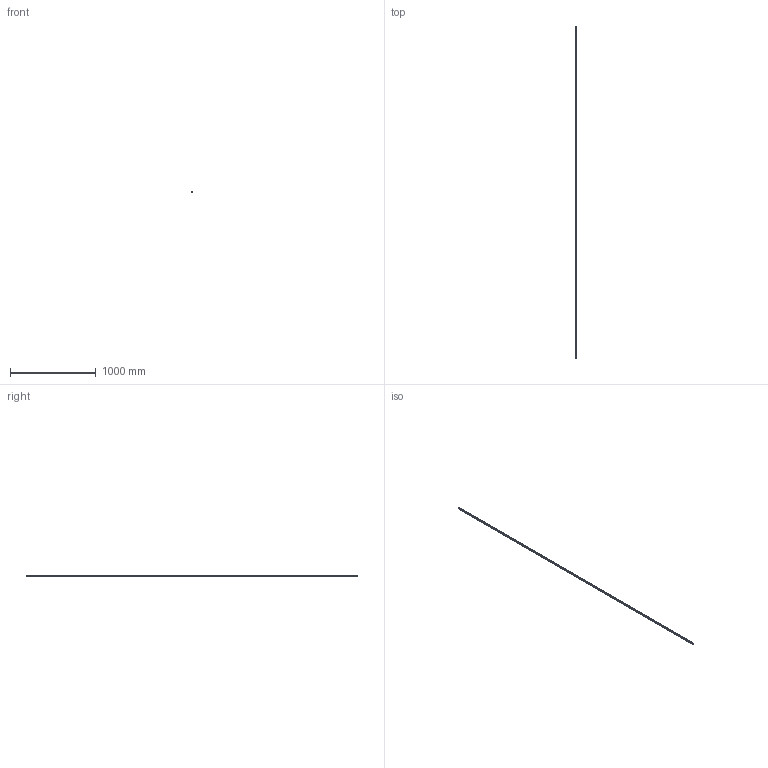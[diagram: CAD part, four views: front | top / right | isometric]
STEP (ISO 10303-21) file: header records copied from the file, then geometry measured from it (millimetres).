
FILE_DESCRIPTION(('STEP AP214'),'1');
FILE_NAME('cctmp_EF7BFCFB-E2AC-4F33-8C7D-546B047E674E_2021_01_19_12_08_51_0624..stp','2021-01-19T11:08:51',('HIWIN GmbH'),('CADClick - www.CADClick.com'),'Spatial InterOp 3D',' ','unknown authorization');
FILE_SCHEMA(('AUTOMOTIVE_DESIGN'));
Length unit declared in the file: millimetre
Products named in the file (1): HGR15T3880C_FILE
Bounding box: 15 x 3880 x 15 mm (x, y, z)
Volume: 728281.7 mm3; surface area: 246036.8 mm2
Topology: 1 solids, 1 shells, 375 faces, 977 edges, 543 vertices
Faces by surface type: cylinder 156, cone 130, plane 89
Entity records: 13497 total; most frequent: DIRECTION 1911, CARTESIAN_POINT 1766, ORIENTED_EDGE 1694, EDGE_CURVE 847, AXIS2_PLACEMENT_3D 688, VERTEX_POINT 543, LINE 535, VECTOR 535
